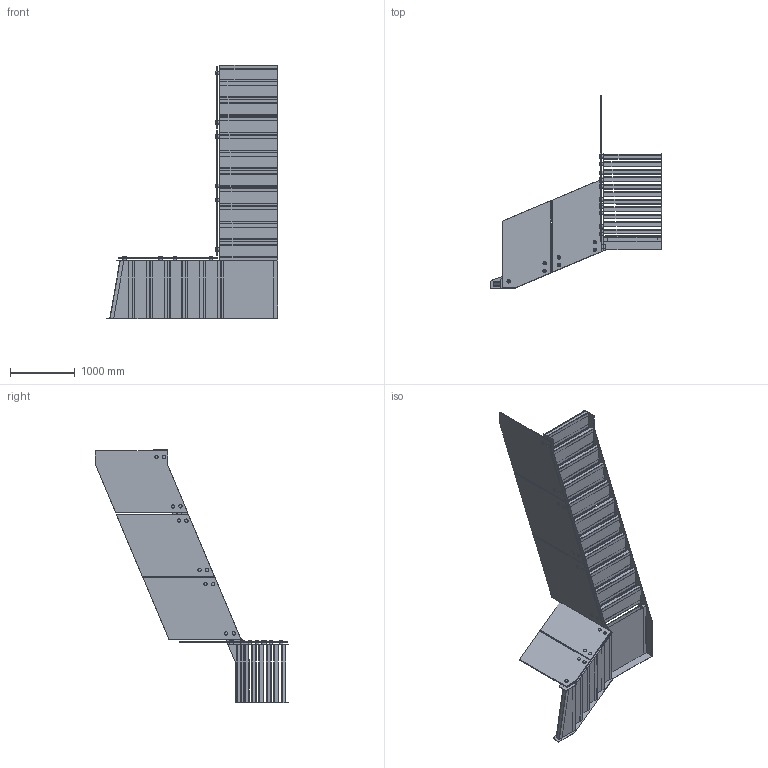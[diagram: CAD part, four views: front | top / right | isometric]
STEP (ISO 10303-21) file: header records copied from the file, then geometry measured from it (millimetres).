
FILE_DESCRIPTION(/* description */ (''),/* implementation_level */ '2;1');
FILE_NAME(/* name */ 'Stairs Assem.stp',/* time_stamp */ '2024-01-18T11:45:19+01:00',/* author */ ('Andre'),/* organization */ (''),/* preprocessor_version */ 'ST-DEVELOPER v19.2',/* originating_system */ 'Autodesk Inventor 2023',/* authorisation */ '');
FILE_SCHEMA (('CONFIG_CONTROL_DESIGN'));
Length unit declared in the file: millimetre
Products named in the file (20): Stairs Assem; L1; L2; R1; R2; Holder; G1; G2; G3-G4; G5; Step common_CPY; Step big; Step first; Step LAST; Step common_CPY1_CPY; Step common_CPY1; Step common_CPY1_CPY_CPY; Step common_CPY2; Step common_CPY1_CPY2; Step common
Assembly tree (46 placements, depth 2):
  Stairs Assem
    L1
    L2
    R1
    R2
    Holder  x19
    G1
    G2
    G3-G4  x2
    G5
    Step common_CPY
    Step common  x8
    Step big
    Step first
    Step LAST
    Step common_CPY1  x2
    Step common_CPY1_CPY
    Step common_CPY1_CPY_CPY
    Step common_CPY2
    Step common_CPY1_CPY2
Bounding box: 2656.37 x 2996.54 x 3925 mm (x, y, z)
Volume: 277940787.9 mm3; surface area: 55916972.4 mm2
Topology: 156 solids, 156 shells, 1313 faces, 2713 edges, 1750 vertices
Faces by surface type: plane 892, cylinder 307, torus 57, cone 38, sphere 19
Full cylindrical faces by diameter (mm): 16 x19, 18 x19, 30 x19, 50 x38, 52 x38
Entity records: 19704 total; most frequent: DIRECTION 3314, CARTESIAN_POINT 3209, ORIENTED_EDGE 3018, EDGE_CURVE 1509, LINE 1188, VECTOR 1188, AXIS2_PLACEMENT_3D 1063, VERTEX_POINT 958
